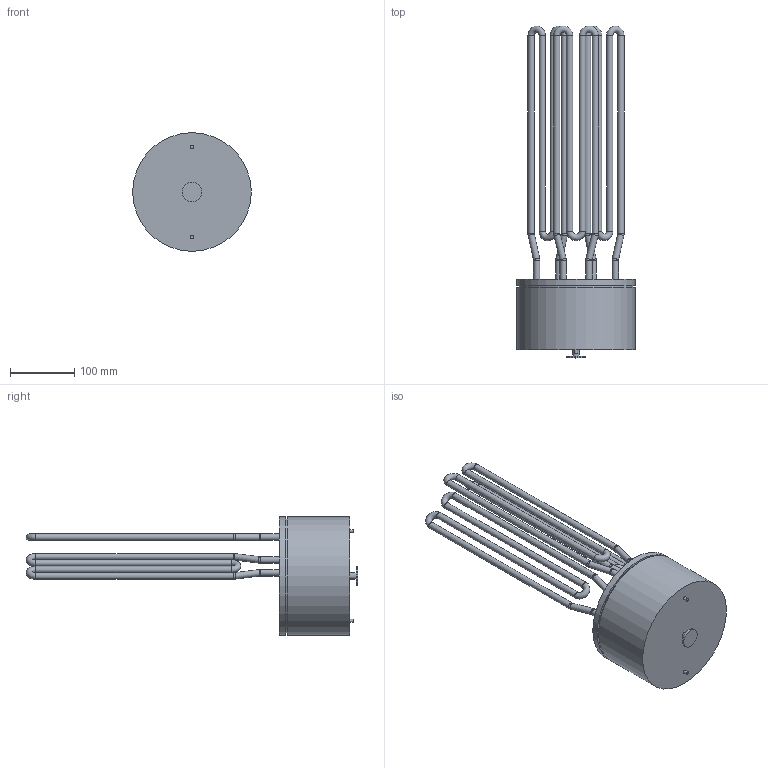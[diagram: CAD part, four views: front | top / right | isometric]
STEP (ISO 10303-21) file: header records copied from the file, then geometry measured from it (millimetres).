
FILE_DESCRIPTION(/* description */ (''),/* implementation_level */ '2;1');
FILE_NAME(/* name */ '3d_EFHR6.0-9116315.stp',/* time_stamp */ '2014-11-26T09:54:22+01:00',/* author */ ('Andrzej'),/* organization */ (''),/* preprocessor_version */ 'ST-DEVELOPER v15.5',/* originating_system */ 'AutoCAD Mechanical',/* authorisation */ '');
FILE_SCHEMA (('AUTOMOTIVE_DESIGN { 1 0 10303 214 3 1 1 }'));
Length unit declared in the file: millimetre
Products named in the file (1): Product
Bounding box: 185 x 518 x 185 mm (x, y, z)
Volume: 3300397.2 mm3; surface area: 262201.5 mm2
Topology: 8 solids, 8 shells, 70 faces, 114 edges, 62 vertices
Faces by surface type: cylinder 31, torus 21, plane 18
Full cylindrical faces by diameter (mm): 5 x2, 10 x25, 30 x1, 179 x1, 185 x2
Entity records: 1349 total; most frequent: DIRECTION 266, CARTESIAN_POINT 195, AXIS2_PLACEMENT_3D 133, EDGE_LOOP 124, ORIENTED_EDGE 124, FACE_OUTER_BOUND 70, ADVANCED_FACE 70, CIRCLE 62
